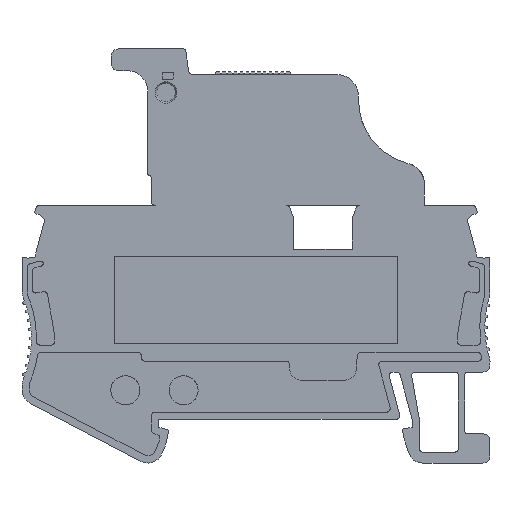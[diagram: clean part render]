
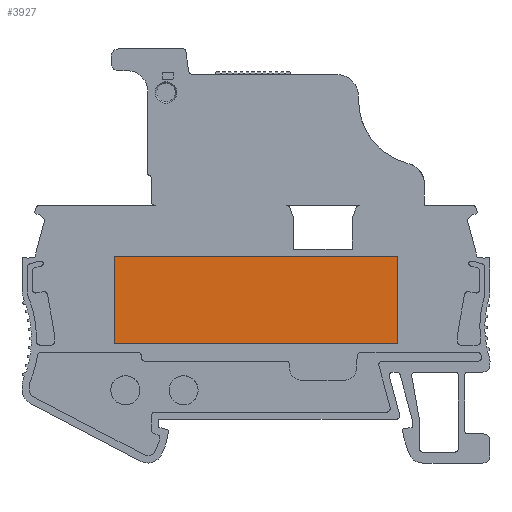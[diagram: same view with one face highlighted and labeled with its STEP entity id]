
A CAD part, left-side view. The second image highlights one B-rep face of the part: STEP entity #3927.
In plain terms, the highlighted planar face has unit normal (-1, 0, 0).
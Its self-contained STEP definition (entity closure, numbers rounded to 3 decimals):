
#3927=ADVANCED_FACE('',(#9781),#9783,.F.);
#9781=FACE_BOUND('',#9782,.T.);
#9782=EDGE_LOOP('',(#14606,#14607,#14608,#14609));
#9783=PLANE('',#9784);
#9784=AXIS2_PLACEMENT_3D('',#9785,#9786,#9787);
#9785=CARTESIAN_POINT('',(-24.7,-17.,28.9));
#9786=DIRECTION('',(1.,0.,0.));
#9787=DIRECTION('',(0.,0.,-1.));
#14606=ORIENTED_EDGE('',*,*,#17337,.F.);
#14607=ORIENTED_EDGE('',*,*,#17335,.F.);
#14608=ORIENTED_EDGE('',*,*,#17332,.F.);
#14609=ORIENTED_EDGE('',*,*,#17339,.F.);
#17332=EDGE_CURVE('',#20004,#20005,#20006,.T.);
#17335=EDGE_CURVE('',#20005,#20009,#20010,.T.);
#17337=EDGE_CURVE('',#20009,#20012,#20013,.T.);
#17339=EDGE_CURVE('',#20012,#20004,#20015,.T.);
#20004=VERTEX_POINT('',#25955);
#20005=VERTEX_POINT('',#25956);
#20006=LINE('',#25957,#25958);
#20009=VERTEX_POINT('',#25966);
#20010=LINE('',#25967,#25968);
#20012=VERTEX_POINT('',#25973);
#20013=LINE('',#25974,#25975);
#20015=LINE('',#25980,#25981);
#25955=CARTESIAN_POINT('',(-24.7,23.65,28.9));
#25956=CARTESIAN_POINT('',(-24.7,-15.35,28.9));
#25957=CARTESIAN_POINT('',(-24.7,23.65,28.9));
#25958=VECTOR('',#25959,1.);
#25959=DIRECTION('',(0.,-1.,0.));
#25966=CARTESIAN_POINT('',(-24.7,-15.35,16.9));
#25967=CARTESIAN_POINT('',(-24.7,-15.35,28.9));
#25968=VECTOR('',#25969,1.);
#25969=DIRECTION('',(0.,0.,-1.));
#25973=CARTESIAN_POINT('',(-24.7,23.65,16.9));
#25974=CARTESIAN_POINT('',(-24.7,-15.35,16.9));
#25975=VECTOR('',#25976,1.);
#25976=DIRECTION('',(0.,1.,0.));
#25980=CARTESIAN_POINT('',(-24.7,23.65,16.9));
#25981=VECTOR('',#25982,1.);
#25982=DIRECTION('',(0.,0.,1.));
